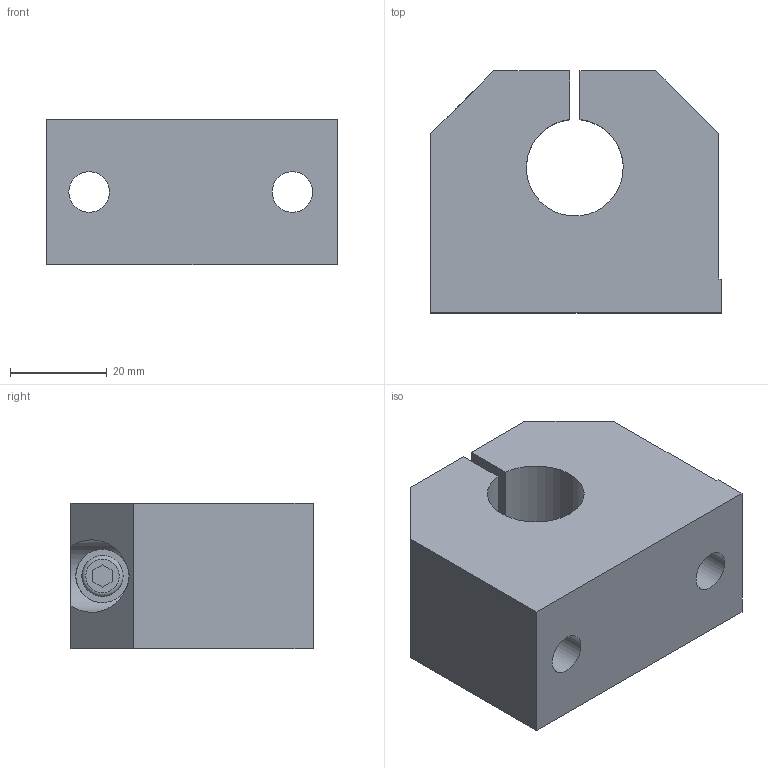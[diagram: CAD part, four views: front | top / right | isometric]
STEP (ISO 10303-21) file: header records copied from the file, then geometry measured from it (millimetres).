
FILE_DESCRIPTION(/* description */ ('Wellenbock Leichtbaureihe'),/* implementation_level */ '2;1');
FILE_NAME(/* name */ '161764-0.step',/* time_stamp */ '2021-08-17T08:12:11+02:00',/* author */ ('Praktikum'),/* organization */ (''),/* preprocessor_version */ 'ST-DEVELOPER v18.1',/* originating_system */ 'Autodesk Inventor 2021',/* authorisation */ '');
FILE_SCHEMA (('AUTOMOTIVE_DESIGN { 1 0 10303 214 3 1 1 }'));
Length unit declared in the file: millimetre
Products named in the file (1): 16-1764-0FZ.001
Bounding box: 60 x 50 x 30 mm (x, y, z)
Volume: 63495.2 mm3; surface area: 16969.1 mm2
Topology: 1 solids, 1 shells, 40 faces, 100 edges, 67 vertices
Faces by surface type: plane 27, cylinder 12, torus 1
Full cylindrical faces by diameter (mm): 4.134 x1, 4.5 x1, 8.376 x2, 8.5 x1, 8.6 x2, 11 x1, 15 x2
Entity records: 1316 total; most frequent: CARTESIAN_POINT 288, DIRECTION 201, ORIENTED_EDGE 200, EDGE_CURVE 100, AXIS2_PLACEMENT_3D 68, VERTEX_POINT 67, LINE 65, VECTOR 65
